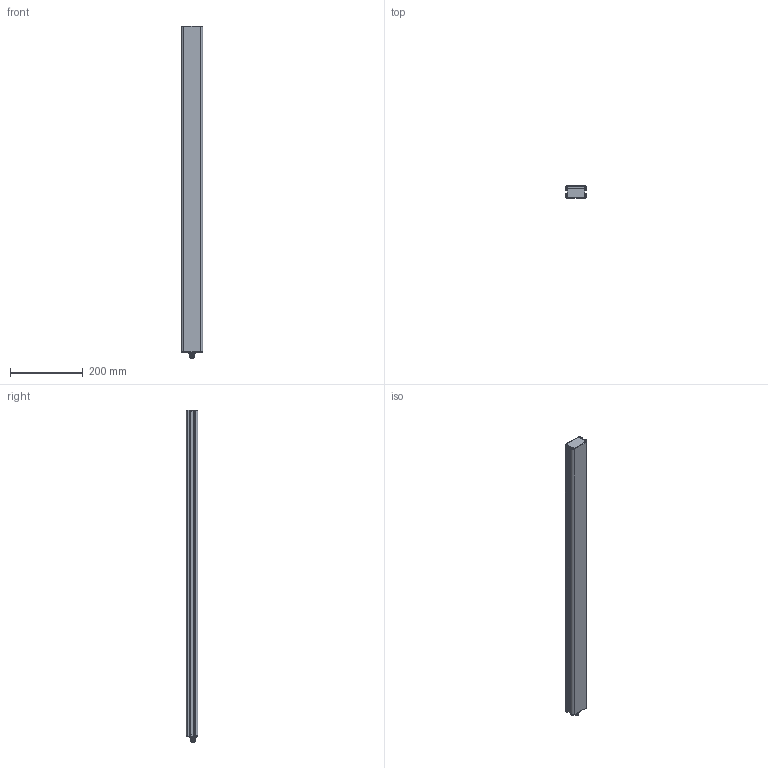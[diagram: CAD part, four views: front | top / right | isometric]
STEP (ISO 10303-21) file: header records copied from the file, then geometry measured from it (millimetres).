
FILE_DESCRIPTION((''),'2;1');
FILE_NAME('142118_SW','2008-09-03T',('banengservice'),('BANNER ENGINEERING'),'PRO/ENGINEER BY PARAMETRIC TECHNOLOGY CORPORATION, 2006170','PRO/ENGINEER BY PARAMETRIC TECHNOLOGY CORPORATION, 2006170','');
FILE_SCHEMA(('CONFIG_CONTROL_DESIGN'));
Length unit declared in the file: inch
Products named in the file (1): 142118_SW
Bounding box: 59.4 x 32.6 x 914.66 mm (x, y, z)
Volume: 585735.3 mm3; surface area: 369587.6 mm2
Topology: 1 solids, 1 shells, 435 faces, 1199 edges, 770 vertices
Faces by surface type: plane 196, cylinder 193, bspline 24, torus 10, sphere 8, cone 4
Entity records: 22162 total; most frequent: CARTESIAN_POINT 10949, ORIENTED_EDGE 2398, DIRECTION 2323, EDGE_CURVE 1199, AXIS2_PLACEMENT_3D 873, VERTEX_POINT 770, VECTOR 577, LINE 577
